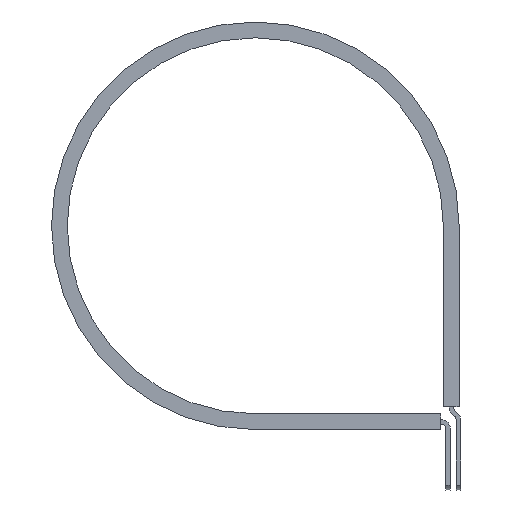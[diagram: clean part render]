
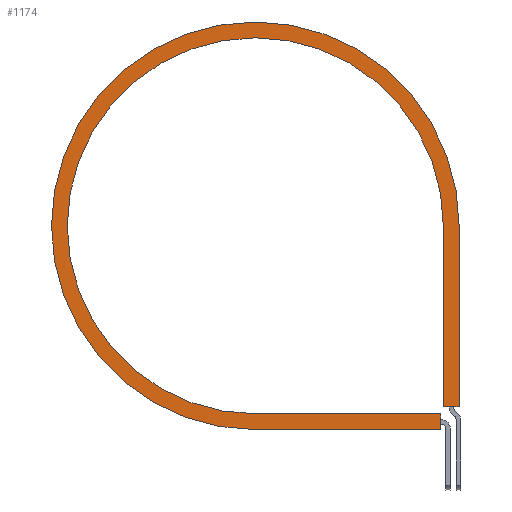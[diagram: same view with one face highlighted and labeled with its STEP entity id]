
A CAD part, front view. The second image highlights one B-rep face of the part: STEP entity #1174.
In plain terms, the highlighted planar face has unit normal (0, -1, 0).
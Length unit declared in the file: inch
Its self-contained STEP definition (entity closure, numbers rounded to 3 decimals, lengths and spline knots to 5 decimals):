
#78 = DIRECTION ( 'NONE',  ( 0., -1., 0. ) ) ;
#133 = AXIS2_PLACEMENT_3D ( 'NONE', #249, #78, #352 ) ;
#167 = EDGE_CURVE ( 'NONE', #832, #648, #366, .T. ) ;
#187 = LINE ( 'NONE', #375, #373 ) ;
#249 = CARTESIAN_POINT ( 'NONE',  ( 0., -0.31, 0. ) ) ;
#301 = ORIENTED_EDGE ( 'NONE', *, *, #1051, .T. ) ;
#352 = DIRECTION ( 'NONE',  ( 0., 0., -1. ) ) ;
#366 = CIRCLE ( 'NONE', #1304, 2. ) ;
#373 = VECTOR ( 'NONE', #1739, 39.37008 ) ;
#375 = CARTESIAN_POINT ( 'NONE',  ( 2.168, -0.31, 0. ) ) ;
#421 = CARTESIAN_POINT ( 'NONE',  ( 1.9747, -0.31, -2.168 ) ) ;
#564 = ORIENTED_EDGE ( 'NONE', *, *, #1243, .F. ) ;
#597 = DIRECTION ( 'NONE',  ( 1., 0., 0. ) ) ;
#615 = ORIENTED_EDGE ( 'NONE', *, *, #1266, .T. ) ;
#647 = VERTEX_POINT ( 'NONE', #1675 ) ;
#648 = VERTEX_POINT ( 'NONE', #1727 ) ;
#651 = VERTEX_POINT ( 'NONE', #1399 ) ;
#669 = ORIENTED_EDGE ( 'NONE', *, *, #1506, .F. ) ;
#743 = VERTEX_POINT ( 'NONE', #887 ) ;
#749 = VERTEX_POINT ( 'NONE', #880 ) ;
#810 = VECTOR ( 'NONE', #1342, 39.37008 ) ;
#812 = DIRECTION ( 'NONE',  ( 0., 0., -1. ) ) ;
#825 = ORIENTED_EDGE ( 'NONE', *, *, #1231, .F. ) ;
#832 = VERTEX_POINT ( 'NONE', #1695 ) ;
#867 = VERTEX_POINT ( 'NONE', #1621 ) ;
#880 = CARTESIAN_POINT ( 'NONE',  ( 1.9747, -0.31, -2. ) ) ;
#887 = CARTESIAN_POINT ( 'NONE',  ( 2., -0.31, -1.92565 ) ) ;
#890 = CARTESIAN_POINT ( 'NONE',  ( 2., -0.31, -1.92565 ) ) ;
#895 = ORIENTED_EDGE ( 'NONE', *, *, #1167, .T. ) ;
#983 = AXIS2_PLACEMENT_3D ( 'NONE', #1682, #1692, #1699 ) ;
#988 = VECTOR ( 'NONE', #597, 39.37008 ) ;
#993 = LINE ( 'NONE', #1480, #988 ) ;
#1051 = EDGE_CURVE ( 'NONE', #647, #867, #1752, .T. ) ;
#1160 = EDGE_CURVE ( 'NONE', #832, #743, #1647, .T. ) ;
#1167 = EDGE_CURVE ( 'NONE', #867, #1199, #1652, .T. ) ;
#1174 = ADVANCED_FACE ( 'NONE', ( #1641 ), #1534, .T. ) ;
#1199 = VERTEX_POINT ( 'NONE', #421 ) ;
#1231 = EDGE_CURVE ( 'NONE', #651, #743, #1533, .T. ) ;
#1243 = EDGE_CURVE ( 'NONE', #647, #651, #187, .T. ) ;
#1266 = EDGE_CURVE ( 'NONE', #1199, #749, #1406, .T. ) ;
#1273 = VECTOR ( 'NONE', #1543, 39.37008 ) ;
#1287 = EDGE_LOOP ( 'NONE', ( #825, #564, #301, #895, #615, #669, #1401, #1422 ) ) ;
#1304 = AXIS2_PLACEMENT_3D ( 'NONE', #1718, #1661, #812 ) ;
#1342 = DIRECTION ( 'NONE',  ( 0., 0., 1. ) ) ;
#1346 = CARTESIAN_POINT ( 'NONE',  ( 1.9747, -0.31, -2. ) ) ;
#1399 = CARTESIAN_POINT ( 'NONE',  ( 2.168, -0.31, -1.92565 ) ) ;
#1401 = ORIENTED_EDGE ( 'NONE', *, *, #167, .F. ) ;
#1406 = LINE ( 'NONE', #1346, #810 ) ;
#1422 = ORIENTED_EDGE ( 'NONE', *, *, #1160, .T. ) ;
#1480 = CARTESIAN_POINT ( 'NONE',  ( 0., -0.31, -2. ) ) ;
#1506 = EDGE_CURVE ( 'NONE', #648, #749, #993, .T. ) ;
#1533 = LINE ( 'NONE', #890, #1273 ) ;
#1534 = PLANE ( 'NONE',  #983 ) ;
#1543 = DIRECTION ( 'NONE',  ( -1., 0., 0. ) ) ;
#1556 = DIRECTION ( 'NONE',  ( 1., 0., 0. ) ) ;
#1561 = CARTESIAN_POINT ( 'NONE',  ( 0., -0.31, -2.168 ) ) ;
#1588 = DIRECTION ( 'NONE',  ( 0., 0., -1. ) ) ;
#1603 = CARTESIAN_POINT ( 'NONE',  ( 2., -0.31, 0. ) ) ;
#1621 = CARTESIAN_POINT ( 'NONE',  ( 0., -0.31, -2.168 ) ) ;
#1641 = FACE_OUTER_BOUND ( 'NONE', #1287, .T. ) ;
#1646 = VECTOR ( 'NONE', #1588, 39.37008 ) ;
#1647 = LINE ( 'NONE', #1603, #1646 ) ;
#1649 = VECTOR ( 'NONE', #1556, 39.37008 ) ;
#1652 = LINE ( 'NONE', #1561, #1649 ) ;
#1661 = DIRECTION ( 'NONE',  ( 0., -1., 0. ) ) ;
#1675 = CARTESIAN_POINT ( 'NONE',  ( 2.168, -0.31, 0. ) ) ;
#1682 = CARTESIAN_POINT ( 'NONE',  ( 2., -0.31, 0. ) ) ;
#1692 = DIRECTION ( 'NONE',  ( 0., -1., 0. ) ) ;
#1695 = CARTESIAN_POINT ( 'NONE',  ( 2., -0.31, 0. ) ) ;
#1699 = DIRECTION ( 'NONE',  ( 0., 0., -1. ) ) ;
#1718 = CARTESIAN_POINT ( 'NONE',  ( 0., -0.31, 0. ) ) ;
#1727 = CARTESIAN_POINT ( 'NONE',  ( 0., -0.31, -2. ) ) ;
#1739 = DIRECTION ( 'NONE',  ( 0., 0., -1. ) ) ;
#1752 = CIRCLE ( 'NONE', #133, 2.168 ) ;
